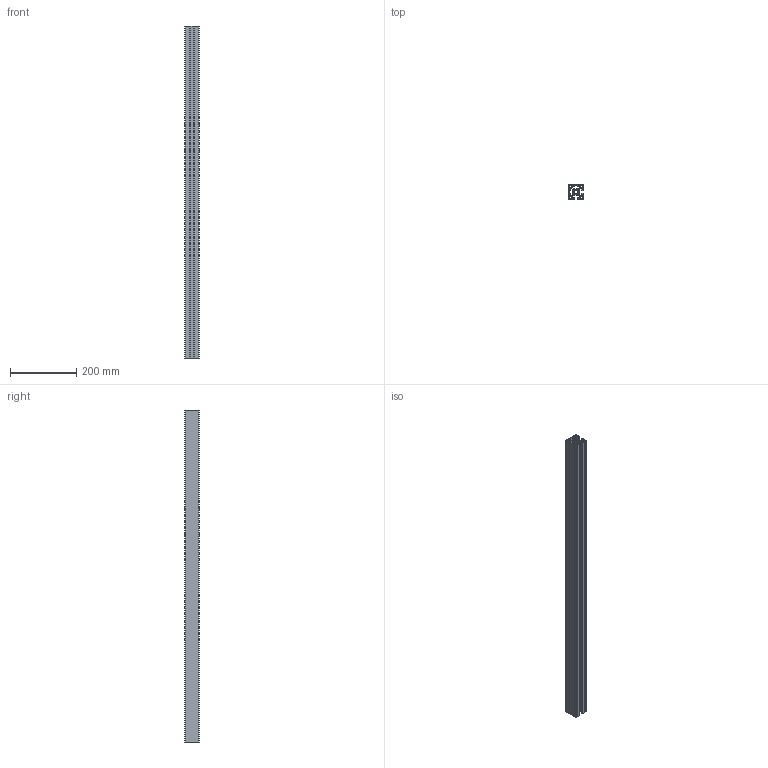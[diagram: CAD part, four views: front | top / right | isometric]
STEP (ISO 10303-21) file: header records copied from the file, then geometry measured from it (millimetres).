
FILE_DESCRIPTION (( 'STEP AP203' ), '1' );
FILE_NAME ('1.11.45.045045.02A.STEP', '2014-06-24T00:31:37', ( 'USER' ), ( 'Microsoft' ), 'SwSTEP 2.0', 'SolidWorks 2012', '' );
FILE_SCHEMA (( 'CONFIG_CONTROL_DESIGN' ));
Length unit declared in the file: millimetre
Products named in the file (1): 1.11.45.045045.02A
Bounding box: 45 x 45 x 1000 mm (x, y, z)
Volume: 659204.1 mm3; surface area: 662352.4 mm2
Topology: 1 solids, 1 shells, 209 faces, 621 edges, 414 vertices
Faces by surface type: plane 152, cylinder 57
Entity records: 7066 total; most frequent: CARTESIAN_POINT 1245, ORIENTED_EDGE 1242, DIRECTION 1155, EDGE_CURVE 621, VECTOR 507, LINE 507, VERTEX_POINT 414, AXIS2_PLACEMENT_3D 324
